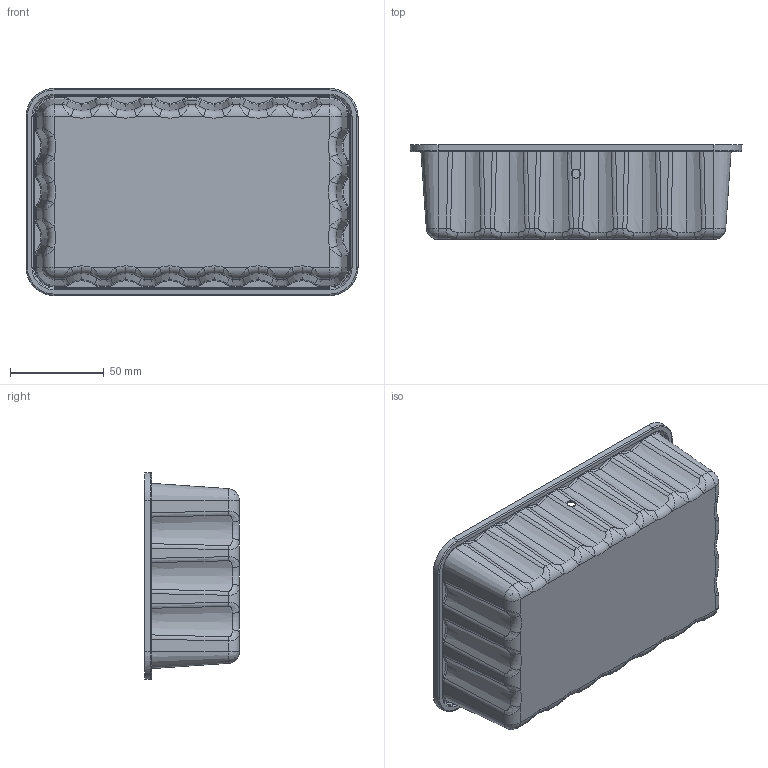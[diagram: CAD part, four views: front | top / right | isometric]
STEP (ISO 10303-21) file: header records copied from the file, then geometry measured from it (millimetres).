
FILE_DESCRIPTION (( 'STEP AP203' ), '1' );
FILE_NAME ('1050_OEM_BTM.STEP', '2008-10-27T23:59:07', ( ' ' ), ( ' ' ), 'SwSTEP 2.0', 'SolidWorks 2007', '' );
FILE_SCHEMA (( 'CONFIG_CONTROL_DESIGN' ));
Length unit declared in the file: inch
Products named in the file (1): 1050_OEM_BTM
Bounding box: 177.29 x 50.55 x 110.64 mm (x, y, z)
Volume: 68259 mm3; surface area: 87311.6 mm2
Topology: 1 solids, 1 shells, 578 faces, 1361 edges, 782 vertices
Faces by surface type: bspline 225, torus 116, cylinder 106, cone 72, plane 59
Entity records: 26474 total; most frequent: CARTESIAN_POINT 14659, ORIENTED_EDGE 2714, DIRECTION 2204, EDGE_CURVE 1357, AXIS2_PLACEMENT_3D 971, VERTEX_POINT 782, CIRCLE 617, EDGE_LOOP 581
